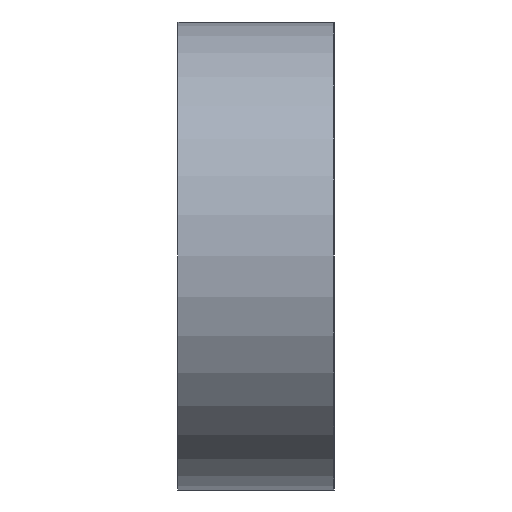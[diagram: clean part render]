
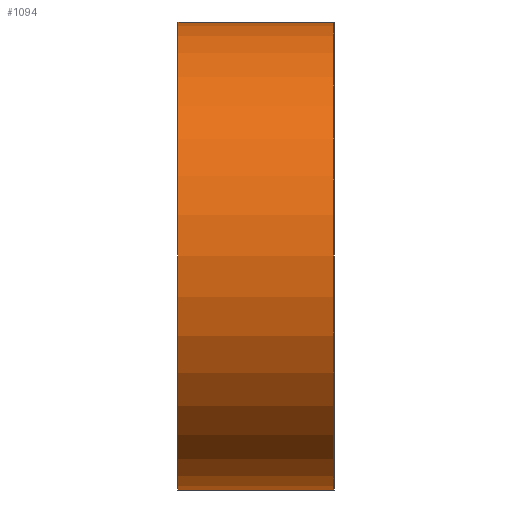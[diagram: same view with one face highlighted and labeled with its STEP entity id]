
A CAD part, left-side view. The second image highlights one B-rep face of the part: STEP entity #1094.
In plain terms, the highlighted cylindrical face has radius 4.763 mm (diameter 9.525 mm), a partial arc.
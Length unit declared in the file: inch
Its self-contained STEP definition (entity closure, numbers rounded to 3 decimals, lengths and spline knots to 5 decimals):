
#77 = EDGE_CURVE ( 'NONE', #640, #1271, #1183, .T. ) ;
#82 = EDGE_CURVE ( 'NONE', #868, #1271, #1430, .T. ) ;
#92 = EDGE_CURVE ( 'NONE', #413, #868, #843, .T. ) ;
#94 = EDGE_CURVE ( 'NONE', #413, #640, #593, .T. ) ;
#161 = ORIENTED_EDGE ( 'NONE', *, *, #92, .F. ) ;
#221 = VECTOR ( 'NONE', #1407, 39.37008 ) ;
#249 = ORIENTED_EDGE ( 'NONE', *, *, #94, .T. ) ;
#255 = ORIENTED_EDGE ( 'NONE', *, *, #82, .F. ) ;
#343 = AXIS2_PLACEMENT_3D ( 'NONE', #1440, #1420, #1409 ) ;
#413 = VERTEX_POINT ( 'NONE', #1085 ) ;
#506 = AXIS2_PLACEMENT_3D ( 'NONE', #1193, #1173, #1120 ) ;
#593 = LINE ( 'NONE', #1196, #221 ) ;
#640 = VERTEX_POINT ( 'NONE', #898 ) ;
#716 = DIRECTION ( 'NONE',  ( 0., -1., 0. ) ) ;
#743 = FACE_OUTER_BOUND ( 'NONE', #968, .T. ) ;
#829 = CARTESIAN_POINT ( 'NONE',  ( -3.08, 0.125, 0. ) ) ;
#843 = CIRCLE ( 'NONE', #506, 0.1875 ) ;
#868 = VERTEX_POINT ( 'NONE', #1365 ) ;
#898 = CARTESIAN_POINT ( 'NONE',  ( -3.08, 0., -0.1875 ) ) ;
#965 = CARTESIAN_POINT ( 'NONE',  ( -3.08, 0., 0.1875 ) ) ;
#968 = EDGE_LOOP ( 'NONE', ( #1257, #255, #161, #249 ) ) ;
#985 = AXIS2_PLACEMENT_3D ( 'NONE', #829, #716, #1280 ) ;
#1085 = CARTESIAN_POINT ( 'NONE',  ( -3.08, 0.125, -0.1875 ) ) ;
#1094 = ADVANCED_FACE ( 'NONE', ( #743 ), #1479, .T. ) ;
#1120 = DIRECTION ( 'NONE',  ( 0., 0., 1. ) ) ;
#1154 = VECTOR ( 'NONE', #1376, 39.37008 ) ;
#1173 = DIRECTION ( 'NONE',  ( 0., 1., 0. ) ) ;
#1183 = CIRCLE ( 'NONE', #343, 0.1875 ) ;
#1193 = CARTESIAN_POINT ( 'NONE',  ( -3.08, 0.125, 0. ) ) ;
#1196 = CARTESIAN_POINT ( 'NONE',  ( -3.08, 0.125, -0.1875 ) ) ;
#1257 = ORIENTED_EDGE ( 'NONE', *, *, #77, .T. ) ;
#1271 = VERTEX_POINT ( 'NONE', #965 ) ;
#1280 = DIRECTION ( 'NONE',  ( 0., 0., -1. ) ) ;
#1365 = CARTESIAN_POINT ( 'NONE',  ( -3.08, 0.125, 0.1875 ) ) ;
#1376 = DIRECTION ( 'NONE',  ( 0., -1., 0. ) ) ;
#1407 = DIRECTION ( 'NONE',  ( 0., -1., 0. ) ) ;
#1409 = DIRECTION ( 'NONE',  ( 0., 0., 1. ) ) ;
#1420 = DIRECTION ( 'NONE',  ( 0., 1., 0. ) ) ;
#1430 = LINE ( 'NONE', #1480, #1154 ) ;
#1440 = CARTESIAN_POINT ( 'NONE',  ( -3.08, 0., 0. ) ) ;
#1479 = CYLINDRICAL_SURFACE ( 'NONE', #985, 0.1875 ) ;
#1480 = CARTESIAN_POINT ( 'NONE',  ( -3.08, 0.125, 0.1875 ) ) ;
